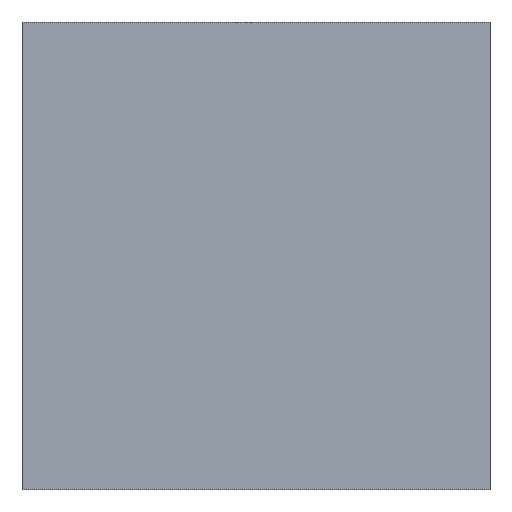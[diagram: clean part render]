
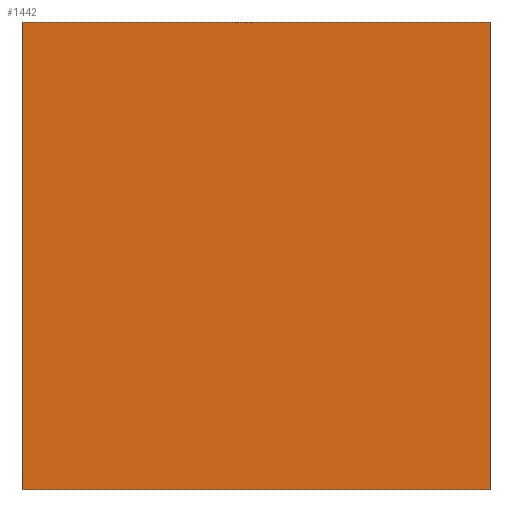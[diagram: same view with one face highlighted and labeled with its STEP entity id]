
A CAD part, front view. The second image highlights one B-rep face of the part: STEP entity #1442.
In plain terms, the highlighted planar face has unit normal (0, -1, 0).
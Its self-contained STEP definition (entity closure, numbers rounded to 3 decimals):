
#33 = VERTEX_POINT ( 'NONE', #2029 ) ;
#92 = CARTESIAN_POINT ( 'NONE',  ( 14., -1., -14. ) ) ;
#95 = VERTEX_POINT ( 'NONE', #309 ) ;
#114 = ORIENTED_EDGE ( 'NONE', *, *, #2230, .T. ) ;
#144 = DIRECTION ( 'NONE',  ( 0., 0., -1. ) ) ;
#220 = CARTESIAN_POINT ( 'NONE',  ( 0., -1., 0. ) ) ;
#229 = DIRECTION ( 'NONE',  ( 0., -1., 0. ) ) ;
#309 = CARTESIAN_POINT ( 'NONE',  ( -14., -1., 14. ) ) ;
#401 = DIRECTION ( 'NONE',  ( 0., 0., -1. ) ) ;
#599 = PLANE ( 'NONE',  #1850 ) ;
#643 = VECTOR ( 'NONE', #2163, 1000. ) ;
#646 = VECTOR ( 'NONE', #2283, 1000. ) ;
#777 = EDGE_CURVE ( 'NONE', #33, #95, #1945, .T. ) ;
#846 = CARTESIAN_POINT ( 'NONE',  ( -14., -1., -14. ) ) ;
#879 = VERTEX_POINT ( 'NONE', #92 ) ;
#1137 = DIRECTION ( 'NONE',  ( -1., 0., 0. ) ) ;
#1163 = LINE ( 'NONE', #1970, #643 ) ;
#1205 = ORIENTED_EDGE ( 'NONE', *, *, #1804, .T. ) ;
#1315 = ORIENTED_EDGE ( 'NONE', *, *, #777, .T. ) ;
#1442 = ADVANCED_FACE ( 'NONE', ( #1448 ), #599, .T. ) ;
#1448 = FACE_OUTER_BOUND ( 'NONE', #1979, .T. ) ;
#1558 = LINE ( 'NONE', #1853, #1992 ) ;
#1598 = ORIENTED_EDGE ( 'NONE', *, *, #1780, .T. ) ;
#1675 = LINE ( 'NONE', #1898, #646 ) ;
#1780 = EDGE_CURVE ( 'NONE', #879, #33, #1163, .T. ) ;
#1804 = EDGE_CURVE ( 'NONE', #2125, #879, #1675, .T. ) ;
#1850 = AXIS2_PLACEMENT_3D ( 'NONE', #220, #229, #401 ) ;
#1853 = CARTESIAN_POINT ( 'NONE',  ( -14., -1., 14. ) ) ;
#1898 = CARTESIAN_POINT ( 'NONE',  ( -14., -1., -14. ) ) ;
#1945 = LINE ( 'NONE', #2072, #2373 ) ;
#1970 = CARTESIAN_POINT ( 'NONE',  ( 14., -1., -14. ) ) ;
#1979 = EDGE_LOOP ( 'NONE', ( #1598, #1315, #114, #1205 ) ) ;
#1992 = VECTOR ( 'NONE', #144, 1000. ) ;
#2029 = CARTESIAN_POINT ( 'NONE',  ( 14., -1., 14. ) ) ;
#2072 = CARTESIAN_POINT ( 'NONE',  ( 14., -1., 14. ) ) ;
#2125 = VERTEX_POINT ( 'NONE', #846 ) ;
#2163 = DIRECTION ( 'NONE',  ( 0., 0., 1. ) ) ;
#2230 = EDGE_CURVE ( 'NONE', #95, #2125, #1558, .T. ) ;
#2283 = DIRECTION ( 'NONE',  ( 1., 0., 0. ) ) ;
#2373 = VECTOR ( 'NONE', #1137, 1000. ) ;
